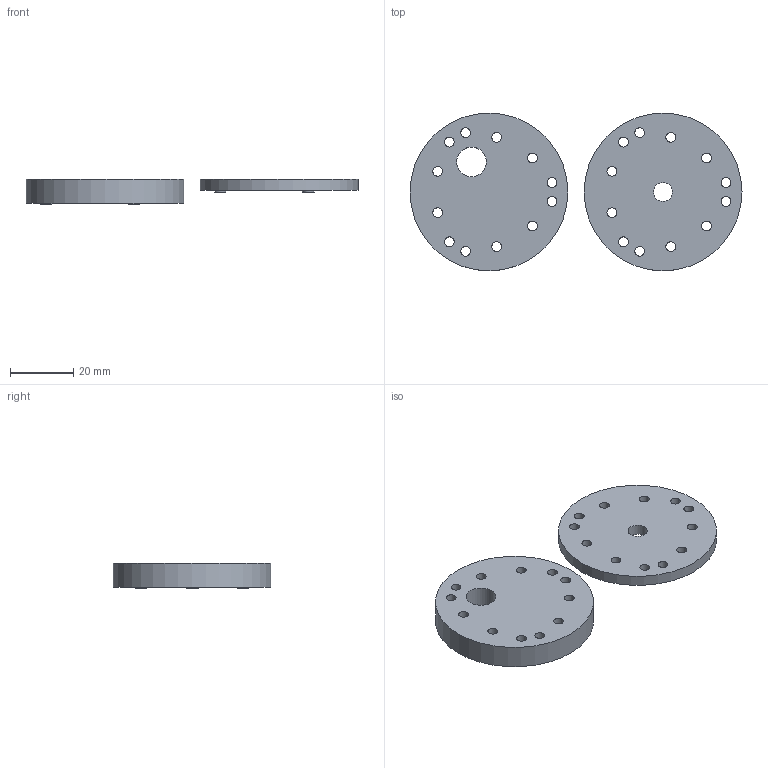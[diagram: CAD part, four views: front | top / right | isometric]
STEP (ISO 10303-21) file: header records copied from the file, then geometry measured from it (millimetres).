
FILE_DESCRIPTION(/* description */ ('Unknown'),/* implementation_level */ '2;1');
FILE_NAME(/* name */ 'bouncy_base_03',/* time_stamp */ '2023-07-20T14:47:03+01:00',/* author */ ('Unknown'),/* organization */ ('Unknown'),/* preprocessor_version */ 'ST-DEVELOPER v18.102',/* originating_system */ 'Solid Edge',/* authorisation */ 'Unknown');
FILE_SCHEMA (('AUTOMOTIVE_DESIGN {1 0 10303 214 3 1 1}'));
Length unit declared in the file: millimetre
Products named in the file (1): bouncy_base_03
Bounding box: 105.16 x 50 x 8 mm (x, y, z)
Volume: 19832.4 mm3; surface area: 10800.3 mm2
Topology: 2 solids, 2 shells, 79 faces, 194 edges, 131 vertices
Faces by surface type: cylinder 34, torus 23, plane 16, cone 6
Full cylindrical faces by diameter (mm): 3.1 x24, 5.8 x6, 6 x1, 9.4 x1, 50 x2
Entity records: 1963 total; most frequent: DIRECTION 366, CARTESIAN_POINT 286, ORIENTED_EDGE 206, EDGE_LOOP 206, FACE_BOUND 206, AXIS2_PLACEMENT_3D 183, EDGE_CURVE 103, VERTEX_POINT 103
